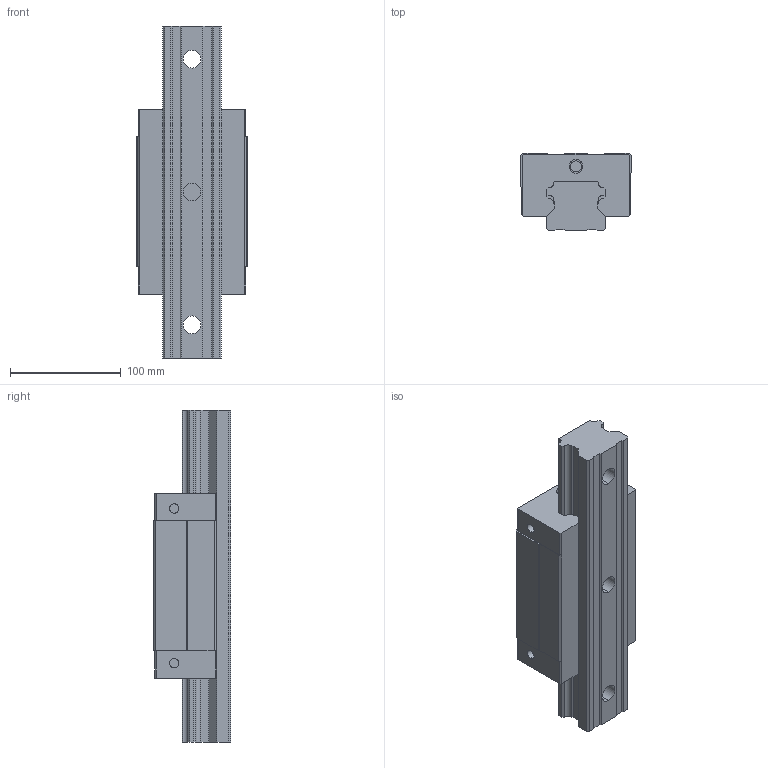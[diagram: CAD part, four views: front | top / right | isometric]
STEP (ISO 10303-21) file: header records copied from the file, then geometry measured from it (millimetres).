
FILE_DESCRIPTION(('STEP AP214'),'1');
FILE_NAME('hgl55ca.stp','2022-09-14T02:51:31',('TraceParts'),('TraceParts S.A.'),'Spatial InterOp 3D',' ',' ');
FILE_SCHEMA(('AUTOMOTIVE_DESIGN { 1 0 10303 214 1 1 1 1 }'));
Length unit declared in the file: millimetre
Products named in the file (1): hgl55ca_1
Bounding box: 100 x 70 x 300 mm (x, y, z)
Volume: 1249616 mm3; surface area: 148843.3 mm2
Topology: 2 solids, 2 shells, 207 faces, 550 edges, 362 vertices
Faces by surface type: plane 143, cylinder 64
Entity records: 6449 total; most frequent: CARTESIAN_POINT 1121, DIRECTION 1114, ORIENTED_EDGE 1100, EDGE_CURVE 550, LINE 404, VECTOR 404, VERTEX_POINT 362, AXIS2_PLACEMENT_3D 355
